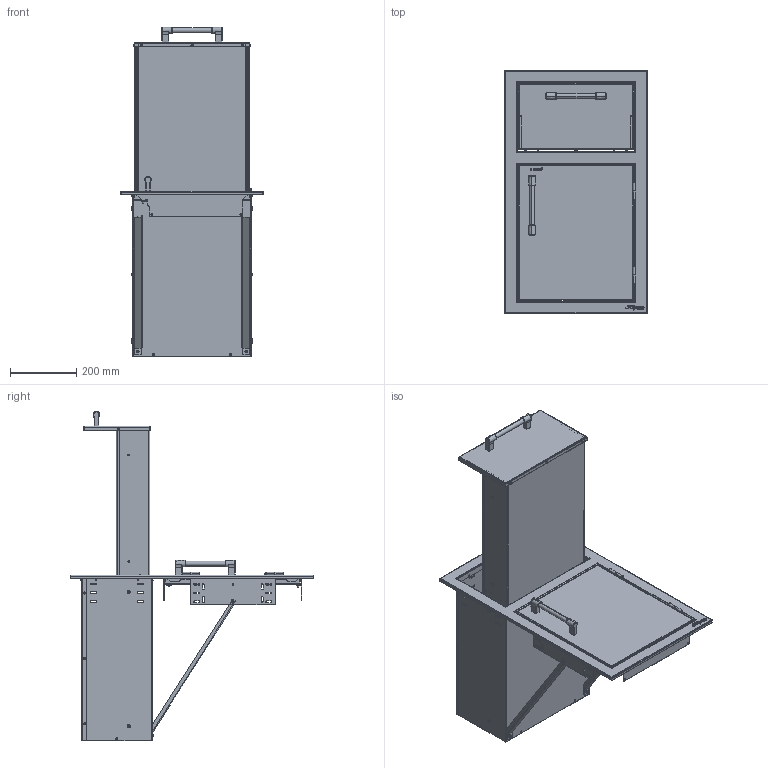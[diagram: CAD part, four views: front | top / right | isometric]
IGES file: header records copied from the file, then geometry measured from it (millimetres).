
Start section: SolidWorks IGES file using analytic representation for surfaces
Global section: file name: AXE-DDR-R.IGS; native system: SolidWorks 2017; preprocessor: SolidWorks 2017; author: jorge; date: 181004.140604; units: inch
Bounding box: 428.62 x 734.16 x 991.69 mm (x, y, z)
Surface area: 2813477.1 mm2 (no closed solid volume)
Topology: 0 solids, 0 shells, 913 faces, 11265 edges, 11250 vertices
Faces by surface type: bspline 476, revolution 437
